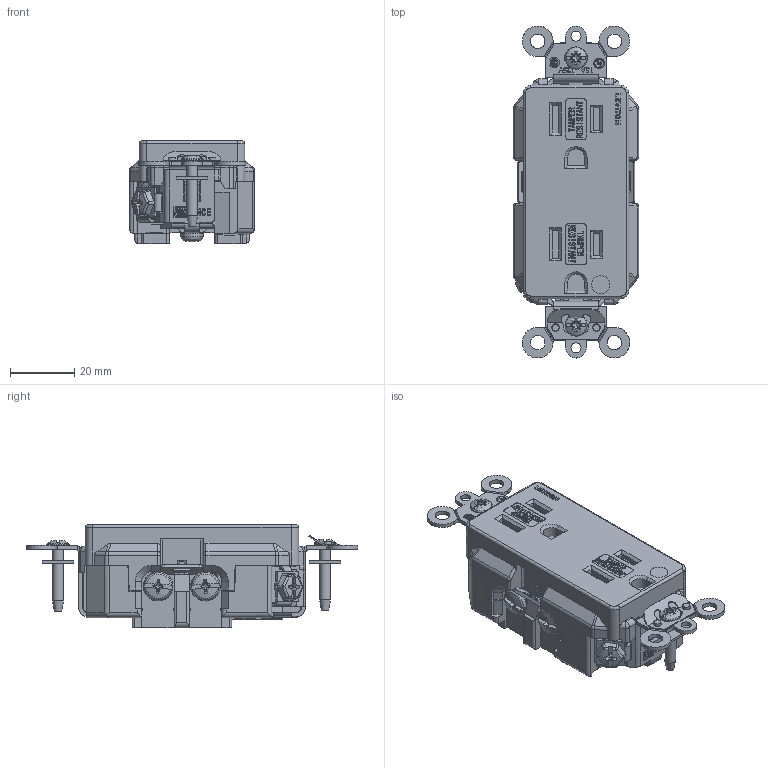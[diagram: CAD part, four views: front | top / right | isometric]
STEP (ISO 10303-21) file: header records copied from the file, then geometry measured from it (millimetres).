
FILE_DESCRIPTION (( 'STEP AP214' ), '1' );
FILE_NAME ('CATSTD-16262-SGX-M01.STEP', '2020-09-24T14:22:35', ( '' ), ( '' ), 'SwSTEP 2.0', 'SolidWorks 2020', '' );
FILE_SCHEMA (( 'AUTOMOTIVE_DESIGN' ));
Length unit declared in the file: inch
Products named in the file (1): CATSTD-16262-SGX-M01
Bounding box: 38.89 x 103.17 x 32.23 mm (x, y, z)
Volume: 55909 mm3; surface area: 38838.2 mm2
Topology: 8 solids, 9 shells, 4343 faces, 12225 edges, 8002 vertices
Faces by surface type: plane 3374, cylinder 595, bspline 171, cone 137, torus 38, sphere 28
Full cylindrical faces by diameter (mm): 2.184 x2, 2.362 x2, 2.691 x1, 2.769 x1, 2.858 x2, 3.124 x2, 3.191 x1, 3.251 x1, 3.302 x1, 3.404 x2, 3.48 x1, 3.556 x3, 3.734 x8, 3.962 x2, 4.445 x1, 4.521 x4, 4.699 x1, 4.803 x4, 5.385 x2, 5.537 x1, 6.858 x3, 7.925 x1
Entity records: 212947 total; most frequent: CARTESIAN_POINT 48275, ORIENTED_EDGE 24078, DIRECTION 20217, EDGE_CURVE 12039, LINE 9303, VECTOR 9303, VERTEX_POINT 7939, AXIS2_PLACEMENT_3D 5457
